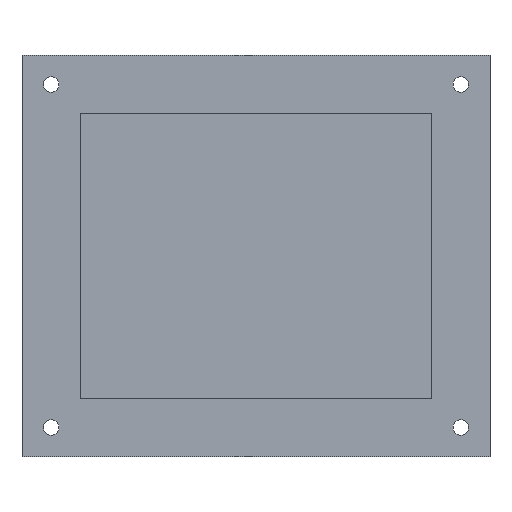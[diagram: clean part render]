
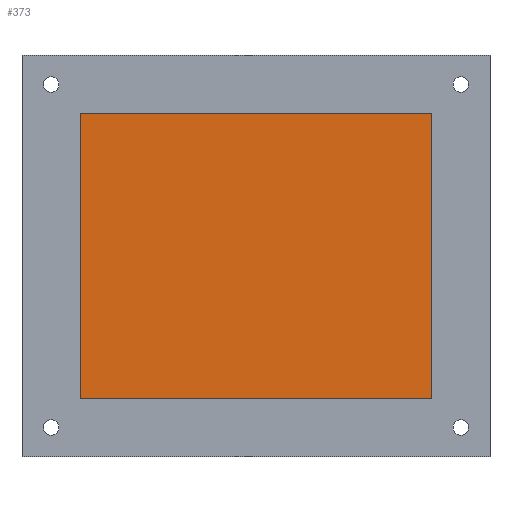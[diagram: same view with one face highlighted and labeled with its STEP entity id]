
A CAD part, top view. The second image highlights one B-rep face of the part: STEP entity #373.
In plain terms, the highlighted planar face has unit normal (0, 0, 1).
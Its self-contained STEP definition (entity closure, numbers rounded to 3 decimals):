
#57=FACE_OUTER_BOUND('',#81,.T.);
#81=EDGE_LOOP('',(#327,#328,#329,#330,#331,#332,#333,#334));
#87=LINE('',#520,#127);
#93=LINE('',#533,#133);
#97=LINE('',#540,#137);
#101=LINE('',#547,#141);
#106=LINE('',#574,#146);
#109=LINE('',#580,#149);
#112=LINE('',#585,#152);
#121=LINE('',#602,#161);
#127=VECTOR('',#423,10.);
#133=VECTOR('',#431,10.);
#137=VECTOR('',#439,10.);
#141=VECTOR('',#443,10.);
#146=VECTOR('',#474,10.);
#149=VECTOR('',#479,10.);
#152=VECTOR('',#484,10.);
#161=VECTOR('',#497,10.);
#167=VERTEX_POINT('',#518);
#168=VERTEX_POINT('',#519);
#173=VERTEX_POINT('',#530);
#174=VERTEX_POINT('',#532);
#175=VERTEX_POINT('',#539);
#178=VERTEX_POINT('',#545);
#187=VERTEX_POINT('',#573);
#189=VERTEX_POINT('',#579);
#199=EDGE_CURVE('',#167,#168,#87,.T.);
#205=EDGE_CURVE('',#173,#174,#93,.T.);
#209=EDGE_CURVE('',#175,#167,#97,.T.);
#213=EDGE_CURVE('',#173,#178,#101,.T.);
#226=EDGE_CURVE('',#187,#175,#106,.T.);
#229=EDGE_CURVE('',#189,#187,#109,.T.);
#232=EDGE_CURVE('',#178,#189,#112,.T.);
#241=EDGE_CURVE('',#174,#168,#121,.T.);
#327=ORIENTED_EDGE('',*,*,#229,.T.);
#328=ORIENTED_EDGE('',*,*,#226,.T.);
#329=ORIENTED_EDGE('',*,*,#209,.T.);
#330=ORIENTED_EDGE('',*,*,#199,.T.);
#331=ORIENTED_EDGE('',*,*,#241,.F.);
#332=ORIENTED_EDGE('',*,*,#205,.F.);
#333=ORIENTED_EDGE('',*,*,#213,.T.);
#334=ORIENTED_EDGE('',*,*,#232,.T.);
#355=PLANE('',#414);
#373=ADVANCED_FACE('',(#57),#355,.T.);
#414=AXIS2_PLACEMENT_3D('',#613,#509,#510);
#423=DIRECTION('',(1.,0.,0.));
#431=DIRECTION('',(1.,0.,0.));
#439=DIRECTION('',(0.,1.,0.));
#443=DIRECTION('',(0.,1.,0.));
#474=DIRECTION('',(1.,0.,0.));
#479=DIRECTION('',(0.,-1.,0.));
#484=DIRECTION('',(-1.,0.,0.));
#497=DIRECTION('',(0.,-1.,0.));
#509=DIRECTION('center_axis',(0.,0.,1.));
#510=DIRECTION('ref_axis',(1.,0.,0.));
#518=CARTESIAN_POINT('',(0.,31.,3.));
#519=CARTESIAN_POINT('',(10.,31.,3.));
#520=CARTESIAN_POINT('',(5.,31.,3.));
#530=CARTESIAN_POINT('',(0.,43.,3.));
#532=CARTESIAN_POINT('',(10.,43.,3.));
#533=CARTESIAN_POINT('',(5.,43.,3.));
#539=CARTESIAN_POINT('',(0.,0.,3.));
#540=CARTESIAN_POINT('',(0.,36.75,3.));
#545=CARTESIAN_POINT('',(0.,49.,3.));
#547=CARTESIAN_POINT('',(0.,36.75,3.));
#573=CARTESIAN_POINT('',(-60.5,0.,3.));
#574=CARTESIAN_POINT('',(-15.125,0.,3.));
#579=CARTESIAN_POINT('',(-60.5,49.,3.));
#580=CARTESIAN_POINT('',(-60.5,12.25,3.));
#585=CARTESIAN_POINT('',(-45.375,49.,3.));
#602=CARTESIAN_POINT('',(10.,13.5,3.));
#613=CARTESIAN_POINT('Origin',(-30.25,24.5,3.));
